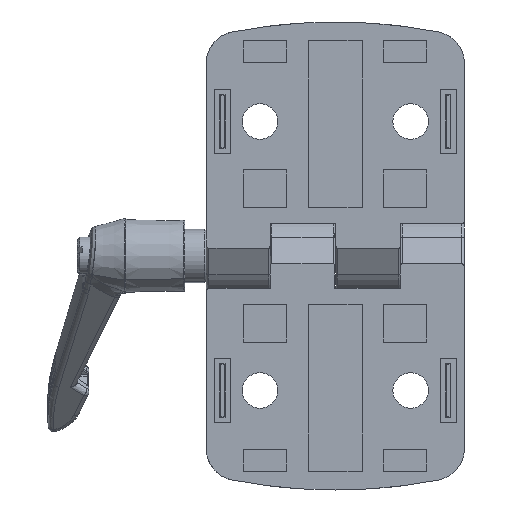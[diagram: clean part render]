
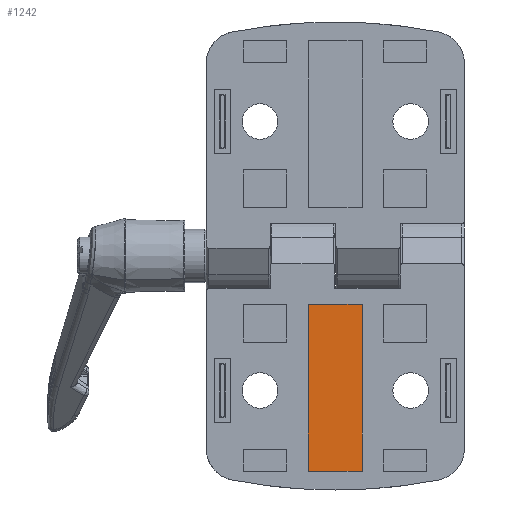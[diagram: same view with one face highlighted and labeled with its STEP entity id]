
A CAD part, front view. The second image highlights one B-rep face of the part: STEP entity #1242.
In plain terms, the highlighted planar face has unit normal (0, -1, 0).
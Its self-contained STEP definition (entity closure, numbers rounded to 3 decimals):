
#1242=ADVANCED_FACE('NONE',(#2647),#2648,.T.);
#2647=FACE_OUTER_BOUND('',#7327,.T.);
#2648=PLANE('',#7328);
#7327=EDGE_LOOP('',(#11205,#11206,#11207,#11208));
#7328=AXIS2_PLACEMENT_3D('',#11209,#11210,#11211);
#11205=ORIENTED_EDGE('',*,*,#13777,.T.);
#11206=ORIENTED_EDGE('',*,*,#13786,.T.);
#11207=ORIENTED_EDGE('',*,*,#13783,.T.);
#11208=ORIENTED_EDGE('',*,*,#13780,.T.);
#11209=CARTESIAN_POINT('',(-5.0,1.0,-40.0));
#11210=DIRECTION('',(0.0,-1.0,0.0));
#11211=DIRECTION('',(0.0,0.0,-1.0));
#13777=EDGE_CURVE('NONE',#15988,#15986,#15989,.T.);
#13780=EDGE_CURVE('NONE',#15992,#15988,#15993,.T.);
#13783=EDGE_CURVE('NONE',#15996,#15992,#15997,.T.);
#13786=EDGE_CURVE('NONE',#15986,#15996,#16000,.T.);
#15986=VERTEX_POINT('NONE',#20909);
#15988=VERTEX_POINT('NONE',#20912);
#15989=LINE('',#20913,#20914);
#15992=VERTEX_POINT('NONE',#20918);
#15993=LINE('',#20919,#20920);
#15996=VERTEX_POINT('NONE',#20924);
#15997=LINE('',#20925,#20926);
#16000=LINE('',#20930,#20931);
#20909=CARTESIAN_POINT('',(5.,1.0,-40.0));
#20912=CARTESIAN_POINT('',(-5.0,1.0,-40.0));
#20913=CARTESIAN_POINT('',(-5.0,1.0,-40.0));
#20914=VECTOR('',#23924,1000.0);
#20918=CARTESIAN_POINT('',(-5.0,1.0,-9.0));
#20919=CARTESIAN_POINT('',(-5.0,1.0,-40.0));
#20920=VECTOR('',#23926,1000.0);
#20924=CARTESIAN_POINT('',(5.0,1.0,-9.0));
#20925=CARTESIAN_POINT('',(-5.0,1.0,-9.0));
#20926=VECTOR('',#23928,1000.0);
#20930=CARTESIAN_POINT('',(5.,1.0,-40.0));
#20931=VECTOR('',#23930,1000.0);
#23924=DIRECTION('',(1.0,0.0,0.0));
#23926=DIRECTION('',(-0.0,-0.0,-1.0));
#23928=DIRECTION('',(-1.0,-0.0,-0.0));
#23930=DIRECTION('',(0.,0.0,1.0));
